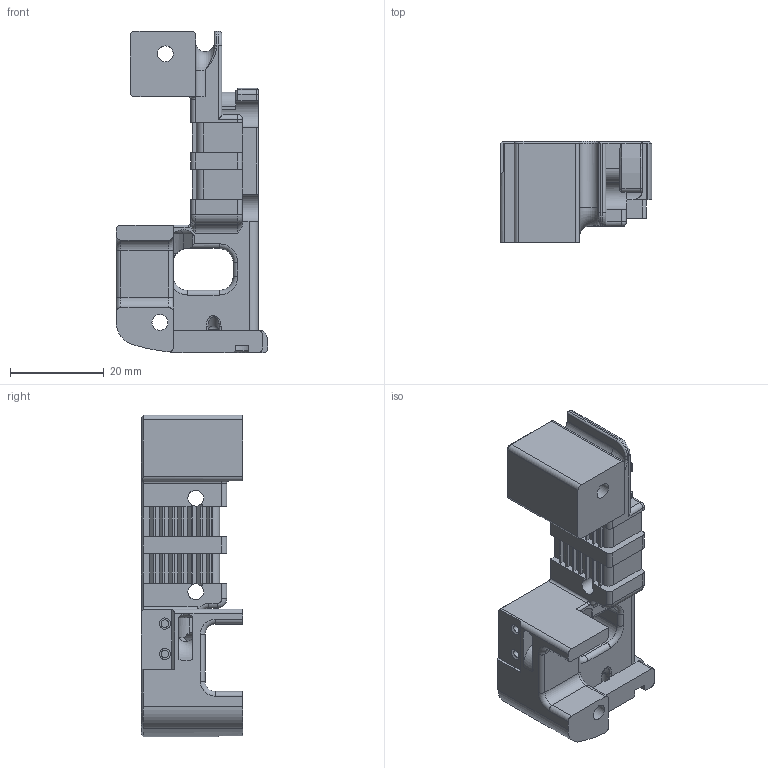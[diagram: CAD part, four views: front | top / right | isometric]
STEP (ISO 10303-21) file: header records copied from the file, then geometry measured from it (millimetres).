
FILE_DESCRIPTION(/* description */ (''),/* implementation_level */ '2;1');
FILE_NAME(/* name */ 'KlickyCW2_x_carriage_frame_right_V2.4_endstop.step',/* time_stamp */ '2021-12-26T20:58:53-08:00',/* author */ (''),/* organization */ (''),/* preprocessor_version */ 'ST-DEVELOPER v18.1',/* originating_system */ 'Autodesk Translation Framework v10.10.0.1391',/* authorisation */ '');
FILE_SCHEMA (('AUTOMOTIVE_DESIGN { 1 0 10303 214 3 1 1 }'));
Length unit declared in the file: millimetre
Products named in the file (1): x_carriage_frame_right_V2.4_endstop
Bounding box: 32.4 x 21.6 x 68.75 mm (x, y, z)
Volume: 20064.5 mm3; surface area: 9314.8 mm2
Topology: 1 solids, 1 shells, 368 faces, 984 edges, 619 vertices
Faces by surface type: plane 215, cylinder 92, cone 25, torus 24, bspline 10, sphere 2
Full cylindrical faces by diameter (mm): 1.6 x2, 2.4 x1, 2.9 x1, 3.325 x1, 3.4 x4, 4.7 x1, 4.703 x1, 6 x2
Entity records: 11778 total; most frequent: CARTESIAN_POINT 2475, ORIENTED_EDGE 1968, DIRECTION 1927, EDGE_CURVE 984, LINE 665, VECTOR 665, AXIS2_PLACEMENT_3D 631, VERTEX_POINT 619
